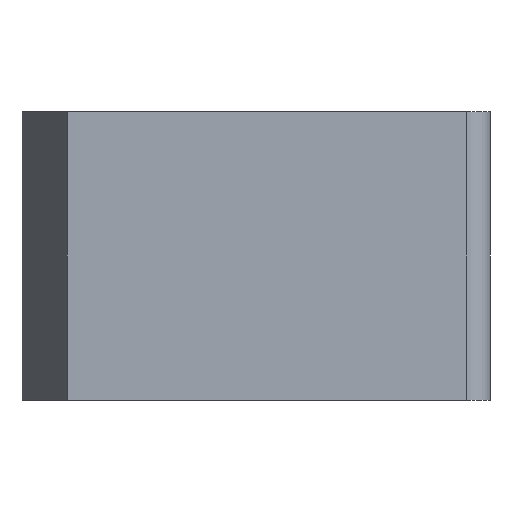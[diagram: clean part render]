
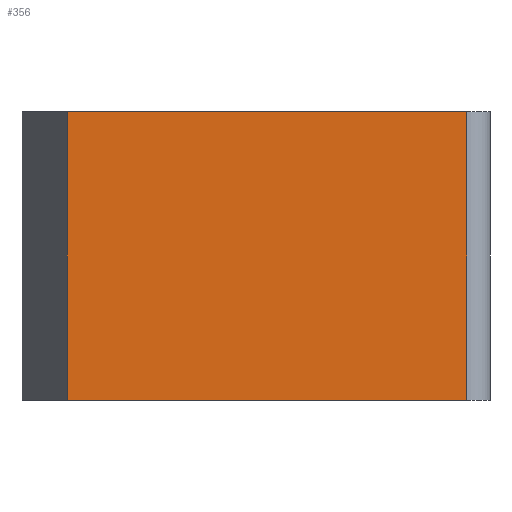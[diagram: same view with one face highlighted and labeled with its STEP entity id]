
A CAD part, left-side view. The second image highlights one B-rep face of the part: STEP entity #356.
In plain terms, the highlighted planar face has unit normal (-1, 0, 0).
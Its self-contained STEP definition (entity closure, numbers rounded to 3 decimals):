
#44=PLANE('',#399);
#63=FACE_OUTER_BOUND('',#99,.T.);
#99=EDGE_LOOP('',(#291,#292,#293,#294));
#103=LINE('',#509,#123);
#110=LINE('',#528,#130);
#115=LINE('',#579,#135);
#122=LINE('',#592,#142);
#123=VECTOR('',#407,25.);
#130=VECTOR('',#422,34.603);
#135=VECTOR('',#485,25.);
#142=VECTOR('',#500,34.603);
#162=VERTEX_POINT('',#506);
#163=VERTEX_POINT('',#508);
#171=VERTEX_POINT('',#526);
#187=VERTEX_POINT('',#576);
#192=EDGE_CURVE('',#162,#163,#103,.T.);
#202=EDGE_CURVE('',#171,#162,#110,.T.);
#221=EDGE_CURVE('',#187,#171,#115,.T.);
#228=EDGE_CURVE('',#163,#187,#122,.T.);
#291=ORIENTED_EDGE('',*,*,#192,.F.);
#292=ORIENTED_EDGE('',*,*,#202,.F.);
#293=ORIENTED_EDGE('',*,*,#221,.F.);
#294=ORIENTED_EDGE('',*,*,#228,.F.);
#356=ADVANCED_FACE('',(#63),#44,.T.);
#399=AXIS2_PLACEMENT_3D('',#591,#498,#499);
#407=DIRECTION('',(0.,0.,-1.));
#422=DIRECTION('',(0.,-1.,0.));
#485=DIRECTION('',(0.,0.,1.));
#498=DIRECTION('center_axis',(-1.,0.,0.));
#499=DIRECTION('ref_axis',(0.,-1.,0.));
#500=DIRECTION('',(0.,1.,0.));
#506=CARTESIAN_POINT('',(0.,2.,25.));
#508=CARTESIAN_POINT('',(0.,2.,0.));
#509=CARTESIAN_POINT('',(0.,2.,0.));
#526=CARTESIAN_POINT('',(0.,36.603,25.));
#528=CARTESIAN_POINT('',(0.,0.,25.));
#576=CARTESIAN_POINT('',(0.,36.603,0.));
#579=CARTESIAN_POINT('',(0.,36.603,0.));
#591=CARTESIAN_POINT('Origin',(0.,36.603,0.));
#592=CARTESIAN_POINT('',(0.,0.,0.));
